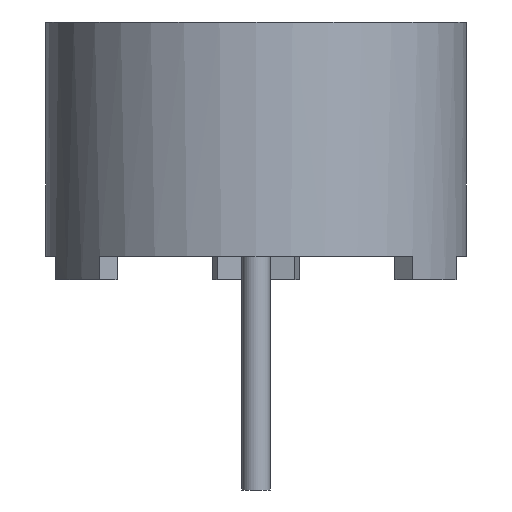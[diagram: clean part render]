
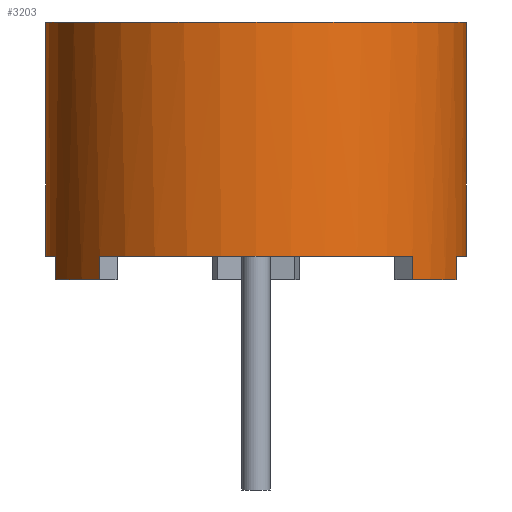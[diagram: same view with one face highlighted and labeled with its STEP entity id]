
A CAD part, front view. The second image highlights one B-rep face of the part: STEP entity #3203.
In plain terms, the highlighted cylindrical face has radius 4.5 mm (diameter 9 mm), a partial arc.
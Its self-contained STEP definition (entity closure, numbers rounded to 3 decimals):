
#46 = VECTOR ( 'NONE', #3025, 1000. ) ;
#67 = CARTESIAN_POINT ( 'NONE',  ( 0., 0., 0. ) ) ;
#68 = CARTESIAN_POINT ( 'NONE',  ( -4.28, -1.391, 0.5 ) ) ;
#140 = DIRECTION ( 'NONE',  ( 0., 0., 1. ) ) ;
#567 = DIRECTION ( 'NONE',  ( 0., 0., -1. ) ) ;
#639 = VERTEX_POINT ( 'NONE', #2179 ) ;
#813 = VERTEX_POINT ( 'NONE', #11753 ) ;
#985 = EDGE_CURVE ( 'NONE', #9637, #8564, #3499, .T. ) ;
#1159 = ORIENTED_EDGE ( 'NONE', *, *, #985, .F. ) ;
#1438 = CARTESIAN_POINT ( 'NONE',  ( 4.28, -1.391, 0.5 ) ) ;
#1479 = VERTEX_POINT ( 'NONE', #1438 ) ;
#1547 = LINE ( 'NONE', #1679, #7528 ) ;
#1679 = CARTESIAN_POINT ( 'NONE',  ( 4.28, -1.391, 0.5 ) ) ;
#1692 = CARTESIAN_POINT ( 'NONE',  ( -4.28, -1.391, 0. ) ) ;
#1806 = CARTESIAN_POINT ( 'NONE',  ( -4.28, -1.391, 0.5 ) ) ;
#1811 = ORIENTED_EDGE ( 'NONE', *, *, #12890, .F. ) ;
#2009 = VERTEX_POINT ( 'NONE', #3472 ) ;
#2032 = DIRECTION ( 'NONE',  ( 1., 0., 0. ) ) ;
#2090 = DIRECTION ( 'NONE',  ( 0., 0., -1. ) ) ;
#2179 = CARTESIAN_POINT ( 'NONE',  ( -4.5, 0., 0.5 ) ) ;
#2180 = CARTESIAN_POINT ( 'NONE',  ( -4.5, 0., 5.5 ) ) ;
#2240 = AXIS2_PLACEMENT_3D ( 'NONE', #9321, #8321, #7354 ) ;
#2385 = EDGE_CURVE ( 'NONE', #2009, #10972, #6638, .T. ) ;
#2761 = CARTESIAN_POINT ( 'NONE',  ( 0., 0., 0.5 ) ) ;
#2821 = LINE ( 'NONE', #8739, #4059 ) ;
#3024 = AXIS2_PLACEMENT_3D ( 'NONE', #2761, #9752, #12632 ) ;
#3025 = DIRECTION ( 'NONE',  ( 0., 0., -1. ) ) ;
#3072 = VERTEX_POINT ( 'NONE', #1692 ) ;
#3186 = CARTESIAN_POINT ( 'NONE',  ( 0., 0., 5.5 ) ) ;
#3203 = ADVANCED_FACE ( 'NONE', ( #10183 ), #6112, .T. ) ;
#3211 = VECTOR ( 'NONE', #4022, 1000. ) ;
#3413 = CARTESIAN_POINT ( 'NONE',  ( -4.5, 0., 5.5 ) ) ;
#3472 = CARTESIAN_POINT ( 'NONE',  ( -3.344, -3.011, 0.5 ) ) ;
#3499 = CIRCLE ( 'NONE', #5792, 4.5 ) ;
#3649 = ORIENTED_EDGE ( 'NONE', *, *, #8545, .T. ) ;
#3787 = DIRECTION ( 'NONE',  ( -1., 0., 0. ) ) ;
#3892 = CARTESIAN_POINT ( 'NONE',  ( 4.5, 0., 5.5 ) ) ;
#3929 = ORIENTED_EDGE ( 'NONE', *, *, #7061, .F. ) ;
#4022 = DIRECTION ( 'NONE',  ( 0., 0., -1. ) ) ;
#4059 = VECTOR ( 'NONE', #5811, 1000. ) ;
#4146 = ORIENTED_EDGE ( 'NONE', *, *, #4176, .F. ) ;
#4176 = EDGE_CURVE ( 'NONE', #5958, #2009, #9272, .T. ) ;
#4486 = AXIS2_PLACEMENT_3D ( 'NONE', #67, #8982, #2032 ) ;
#4647 = EDGE_CURVE ( 'NONE', #7731, #3072, #8983, .T. ) ;
#4851 = CARTESIAN_POINT ( 'NONE',  ( 0., 0., 0.5 ) ) ;
#5193 = CARTESIAN_POINT ( 'NONE',  ( 3.344, -3.011, 0.5 ) ) ;
#5247 = ORIENTED_EDGE ( 'NONE', *, *, #11084, .T. ) ;
#5249 = CARTESIAN_POINT ( 'NONE',  ( 4.28, -1.391, 0. ) ) ;
#5484 = EDGE_CURVE ( 'NONE', #9637, #639, #11252, .T. ) ;
#5678 = VECTOR ( 'NONE', #7612, 1000. ) ;
#5742 = AXIS2_PLACEMENT_3D ( 'NONE', #8977, #11095, #10838 ) ;
#5761 = AXIS2_PLACEMENT_3D ( 'NONE', #4851, #10026, #3787 ) ;
#5792 = AXIS2_PLACEMENT_3D ( 'NONE', #9129, #140, #7305 ) ;
#5811 = DIRECTION ( 'NONE',  ( 0., 0., -1. ) ) ;
#5814 = VERTEX_POINT ( 'NONE', #5249 ) ;
#5958 = VERTEX_POINT ( 'NONE', #9785 ) ;
#5973 = CIRCLE ( 'NONE', #5761, 4.5 ) ;
#6090 = ORIENTED_EDGE ( 'NONE', *, *, #2385, .F. ) ;
#6112 = CYLINDRICAL_SURFACE ( 'NONE', #6304, 4.5 ) ;
#6273 = CARTESIAN_POINT ( 'NONE',  ( 3.344, -3.011, 0. ) ) ;
#6304 = AXIS2_PLACEMENT_3D ( 'NONE', #3186, #10112, #8912 ) ;
#6363 = VECTOR ( 'NONE', #2090, 1000. ) ;
#6638 = LINE ( 'NONE', #8388, #5678 ) ;
#7042 = ORIENTED_EDGE ( 'NONE', *, *, #4647, .T. ) ;
#7061 = EDGE_CURVE ( 'NONE', #7731, #639, #10157, .T. ) ;
#7126 = EDGE_CURVE ( 'NONE', #813, #1479, #5973, .T. ) ;
#7144 = ORIENTED_EDGE ( 'NONE', *, *, #8210, .F. ) ;
#7305 = DIRECTION ( 'NONE',  ( 1., 0., 0. ) ) ;
#7354 = DIRECTION ( 'NONE',  ( -1., 0., 0. ) ) ;
#7528 = VECTOR ( 'NONE', #567, 1000. ) ;
#7606 = CIRCLE ( 'NONE', #4486, 4.5 ) ;
#7612 = DIRECTION ( 'NONE',  ( 0., 0., -1. ) ) ;
#7662 = EDGE_CURVE ( 'NONE', #3072, #10972, #7606, .T. ) ;
#7731 = VERTEX_POINT ( 'NONE', #1806 ) ;
#8210 = EDGE_CURVE ( 'NONE', #8564, #813, #2821, .T. ) ;
#8245 = ORIENTED_EDGE ( 'NONE', *, *, #7662, .T. ) ;
#8321 = DIRECTION ( 'NONE',  ( 0., 0., -1. ) ) ;
#8388 = CARTESIAN_POINT ( 'NONE',  ( -3.344, -3.011, 0.5 ) ) ;
#8545 = EDGE_CURVE ( 'NONE', #8781, #5814, #10346, .T. ) ;
#8564 = VERTEX_POINT ( 'NONE', #3892 ) ;
#8723 = CARTESIAN_POINT ( 'NONE',  ( -3.344, -3.011, 0. ) ) ;
#8739 = CARTESIAN_POINT ( 'NONE',  ( 4.5, 0., 5.5 ) ) ;
#8781 = VERTEX_POINT ( 'NONE', #6273 ) ;
#8912 = DIRECTION ( 'NONE',  ( -1., 0., 0. ) ) ;
#8977 = CARTESIAN_POINT ( 'NONE',  ( 0., 0., 0. ) ) ;
#8982 = DIRECTION ( 'NONE',  ( 0., 0., 1. ) ) ;
#8983 = LINE ( 'NONE', #68, #3211 ) ;
#9118 = LINE ( 'NONE', #5193, #6363 ) ;
#9129 = CARTESIAN_POINT ( 'NONE',  ( 0., 0., 5.5 ) ) ;
#9272 = CIRCLE ( 'NONE', #3024, 4.5 ) ;
#9321 = CARTESIAN_POINT ( 'NONE',  ( 0., 0., 0.5 ) ) ;
#9637 = VERTEX_POINT ( 'NONE', #3413 ) ;
#9752 = DIRECTION ( 'NONE',  ( 0., 0., -1. ) ) ;
#9785 = CARTESIAN_POINT ( 'NONE',  ( 3.344, -3.011, 0.5 ) ) ;
#10026 = DIRECTION ( 'NONE',  ( 0., 0., -1. ) ) ;
#10112 = DIRECTION ( 'NONE',  ( 0., 0., -1. ) ) ;
#10157 = CIRCLE ( 'NONE', #2240, 4.5 ) ;
#10183 = FACE_OUTER_BOUND ( 'NONE', #11274, .T. ) ;
#10346 = CIRCLE ( 'NONE', #5742, 4.5 ) ;
#10838 = DIRECTION ( 'NONE',  ( 1., 0., 0. ) ) ;
#10972 = VERTEX_POINT ( 'NONE', #8723 ) ;
#11084 = EDGE_CURVE ( 'NONE', #5958, #8781, #9118, .T. ) ;
#11095 = DIRECTION ( 'NONE',  ( 0., 0., 1. ) ) ;
#11209 = ORIENTED_EDGE ( 'NONE', *, *, #7126, .F. ) ;
#11252 = LINE ( 'NONE', #2180, #46 ) ;
#11274 = EDGE_LOOP ( 'NONE', ( #7144, #1159, #11798, #3929, #7042, #8245, #6090, #4146, #5247, #3649, #1811, #11209 ) ) ;
#11753 = CARTESIAN_POINT ( 'NONE',  ( 4.5, 0., 0.5 ) ) ;
#11798 = ORIENTED_EDGE ( 'NONE', *, *, #5484, .T. ) ;
#12632 = DIRECTION ( 'NONE',  ( -1., 0., 0. ) ) ;
#12890 = EDGE_CURVE ( 'NONE', #1479, #5814, #1547, .T. ) ;
